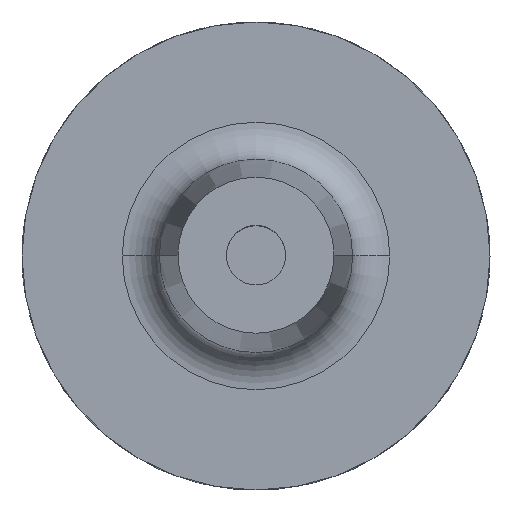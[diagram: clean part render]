
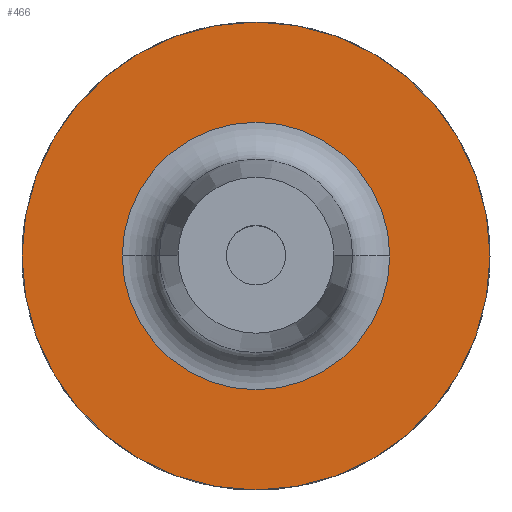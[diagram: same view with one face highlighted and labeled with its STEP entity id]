
A CAD part, top view. The second image highlights one B-rep face of the part: STEP entity #466.
In plain terms, the highlighted planar face has unit normal (0, 0, 1).
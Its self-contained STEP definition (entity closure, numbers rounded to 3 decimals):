
#33 = VERTEX_POINT ( 'NONE', #959 ) ;
#132 = AXIS2_PLACEMENT_3D ( 'NONE', #580, #278, #1186 ) ;
#157 = PLANE ( 'NONE',  #1193 ) ;
#228 = CARTESIAN_POINT ( 'NONE',  ( 31.5, 0., 27. ) ) ;
#278 = DIRECTION ( 'NONE',  ( 0., 0., -1. ) ) ;
#294 = CARTESIAN_POINT ( 'NONE',  ( 0., 0., 27. ) ) ;
#298 = EDGE_CURVE ( 'NONE', #1482, #33, #948, .T. ) ;
#362 = CARTESIAN_POINT ( 'NONE',  ( 0., 0., 27. ) ) ;
#378 = EDGE_LOOP ( 'NONE', ( #1248, #740 ) ) ;
#393 = DIRECTION ( 'NONE',  ( 0., 0., -1. ) ) ;
#419 = DIRECTION ( 'NONE',  ( -1., 0., 0. ) ) ;
#446 = FACE_OUTER_BOUND ( 'NONE', #689, .T. ) ;
#466 = ADVANCED_FACE ( 'NONE', ( #1110, #446 ), #157, .F. ) ;
#480 = DIRECTION ( 'NONE',  ( -1., 0., 0. ) ) ;
#488 = AXIS2_PLACEMENT_3D ( 'NONE', #1173, #393, #1314 ) ;
#580 = CARTESIAN_POINT ( 'NONE',  ( 0., 0., 27. ) ) ;
#606 = CARTESIAN_POINT ( 'NONE',  ( 18., 0., 27. ) ) ;
#640 = VERTEX_POINT ( 'NONE', #1212 ) ;
#689 = EDGE_LOOP ( 'NONE', ( #1619, #1453 ) ) ;
#725 = CARTESIAN_POINT ( 'NONE',  ( 0., 0., 27. ) ) ;
#740 = ORIENTED_EDGE ( 'NONE', *, *, #298, .T. ) ;
#835 = AXIS2_PLACEMENT_3D ( 'NONE', #362, #1279, #480 ) ;
#862 = DIRECTION ( 'NONE',  ( -1., 0., 0. ) ) ;
#948 = CIRCLE ( 'NONE', #132, 18. ) ;
#959 = CARTESIAN_POINT ( 'NONE',  ( -18., 0., 27. ) ) ;
#1007 = VERTEX_POINT ( 'NONE', #228 ) ;
#1050 = EDGE_CURVE ( 'NONE', #33, #1482, #1460, .T. ) ;
#1081 = CIRCLE ( 'NONE', #835, 31.5 ) ;
#1110 = FACE_BOUND ( 'NONE', #378, .T. ) ;
#1173 = CARTESIAN_POINT ( 'NONE',  ( 0., 0., 27. ) ) ;
#1186 = DIRECTION ( 'NONE',  ( -1., 0., 0. ) ) ;
#1193 = AXIS2_PLACEMENT_3D ( 'NONE', #294, #1205, #419 ) ;
#1205 = DIRECTION ( 'NONE',  ( 0., 0., -1. ) ) ;
#1212 = CARTESIAN_POINT ( 'NONE',  ( -31.5, 0., 27. ) ) ;
#1226 = AXIS2_PLACEMENT_3D ( 'NONE', #725, #1628, #862 ) ;
#1248 = ORIENTED_EDGE ( 'NONE', *, *, #1050, .T. ) ;
#1256 = CIRCLE ( 'NONE', #1226, 31.5 ) ;
#1279 = DIRECTION ( 'NONE',  ( 0., 0., -1. ) ) ;
#1314 = DIRECTION ( 'NONE',  ( -1., 0., 0. ) ) ;
#1423 = EDGE_CURVE ( 'NONE', #640, #1007, #1256, .T. ) ;
#1453 = ORIENTED_EDGE ( 'NONE', *, *, #1532, .F. ) ;
#1460 = CIRCLE ( 'NONE', #488, 18. ) ;
#1482 = VERTEX_POINT ( 'NONE', #606 ) ;
#1532 = EDGE_CURVE ( 'NONE', #1007, #640, #1081, .T. ) ;
#1619 = ORIENTED_EDGE ( 'NONE', *, *, #1423, .F. ) ;
#1628 = DIRECTION ( 'NONE',  ( 0., 0., -1. ) ) ;
